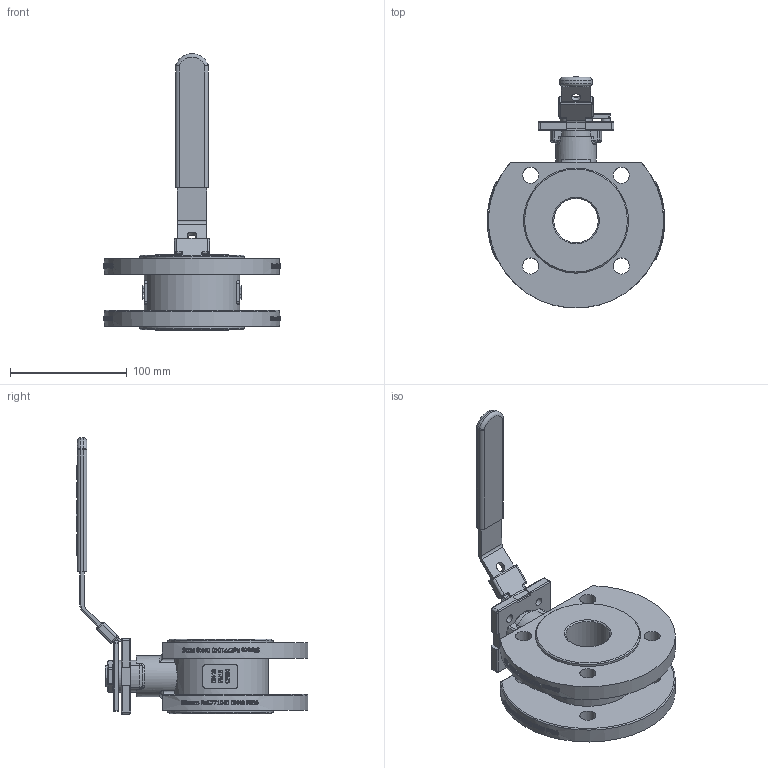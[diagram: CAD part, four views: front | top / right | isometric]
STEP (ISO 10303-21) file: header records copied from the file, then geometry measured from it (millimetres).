
FILE_DESCRIPTION(/* description */ ('771040'),/* implementation_level */ '2;1');
FILE_NAME(/* name */ '771040.stp',/* time_stamp */ '2016-11-25T09:54:27+01:00',/* author */ ('jmorand'),/* organization */ ('Sferaco'),/* preprocessor_version */ 'ST-DEVELOPER v16.5',/* originating_system */ 'Autodesk Inventor 2017',/* authorisation */ '');
FILE_SCHEMA (('AUTOMOTIVE_DESIGN { 1 0 10303 214 3 1 1 }'));
Products named in the file (1): 771040_bd
Bounding box: 152 x 198.23 x 237 mm (x, y, z)
Volume: 649519 mm3; surface area: 117961.5 mm2
Topology: 1 solids, 7 shells, 2758 faces, 7360 edges, 4846 vertices
Faces by surface type: plane 1252, bspline 1152, cylinder 316, torus 18, sphere 14, cone 6
Full cylindrical faces by diameter (mm): 7 x4, 8 x2, 13.835 x8, 18 x1, 18.5 x2, 27.5 x2, 32 x1, 35 x1, 38 x1, 90 x2
Entity records: 111093 total; most frequent: CARTESIAN_POINT 46019, ORIENTED_EDGE 14640, DIRECTION 9676, EDGE_CURVE 7319, VERTEX_POINT 4833, LINE 3996, VECTOR 3996, EDGE_LOOP 3061
